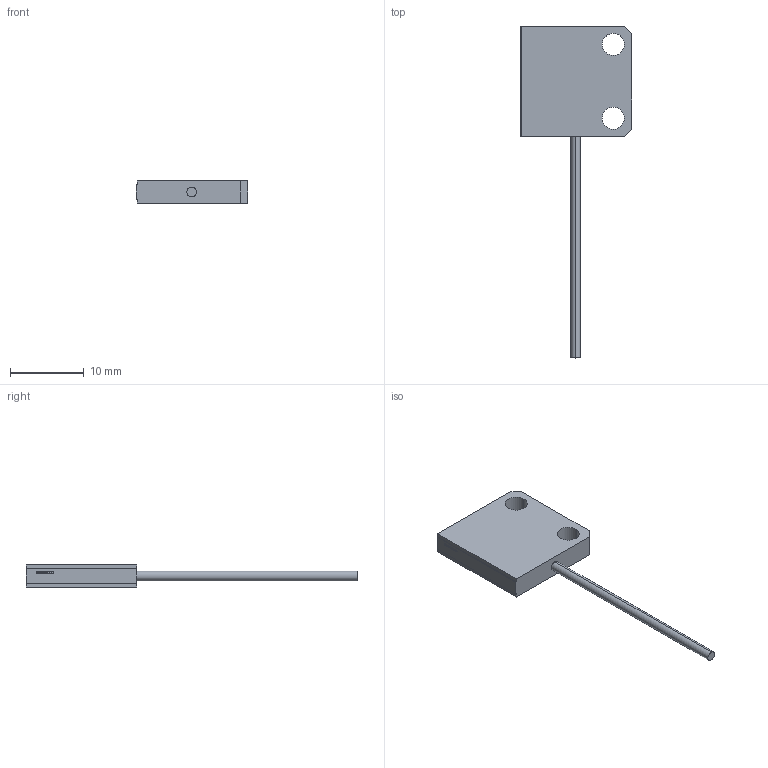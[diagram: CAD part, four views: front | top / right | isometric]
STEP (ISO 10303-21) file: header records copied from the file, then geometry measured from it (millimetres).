
FILE_DESCRIPTION (( 'STEP AP214' ), '1' );
FILE_NAME ('GPF-T021-2.STEP', '2017-11-17T15:22:06', ( '' ), ( '' ), 'SwSTEP 2.0', 'SolidWorks 2018', '' );
FILE_SCHEMA (( 'AUTOMOTIVE_DESIGN' ));
Length unit declared in the file: millimetre
Products named in the file (4): GPF-T021-2_HEAD; GPF-T021-2_FIBER; GPF-T021-2; GPF-T021-2_LENS
Assembly tree (11 placements, depth 2):
  GPF-T021-2
    GPF-T021-2_HEAD
    GPF-T021-2_FIBER
    GPF-T021-2_LENS  x9
Bounding box: 15.1 x 45 x 3 mm (x, y, z)
Volume: 672.4 mm3; surface area: 783 mm2
Topology: 11 solids, 11 shells, 84 faces, 183 edges, 122 vertices
Faces by surface type: cylinder 51, plane 33
Entity records: 1855 total; most frequent: DIRECTION 337, CARTESIAN_POINT 291, ORIENTED_EDGE 270, AXIS2_PLACEMENT_3D 136, EDGE_CURVE 135, VERTEX_POINT 90, CIRCLE 70, LINE 65
